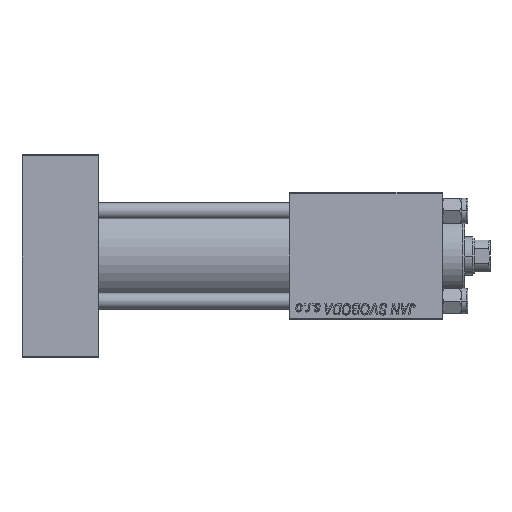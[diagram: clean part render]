
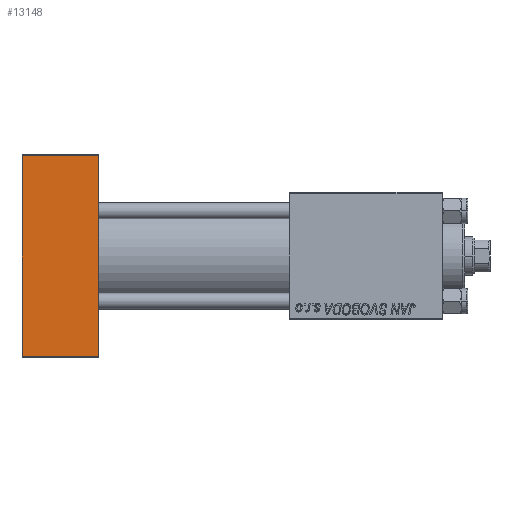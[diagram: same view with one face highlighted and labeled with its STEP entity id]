
A CAD part, front view. The second image highlights one B-rep face of the part: STEP entity #13148.
In plain terms, the highlighted planar face has unit normal (0, -1, 0).
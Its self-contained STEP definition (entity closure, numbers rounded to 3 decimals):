
#421 = EDGE_CURVE ( 'NONE', #31355, #2391, #1099, .T. ) ;
#600 = DIRECTION ( 'NONE',  ( 0., 0., -1. ) ) ;
#846 = ORIENTED_EDGE ( 'NONE', *, *, #39039, .T. ) ;
#1099 = LINE ( 'NONE', #16511, #1997 ) ;
#1997 = VECTOR ( 'NONE', #600, 1000. ) ;
#2391 = VERTEX_POINT ( 'NONE', #15008 ) ;
#2541 = ORIENTED_EDGE ( 'NONE', *, *, #421, .F. ) ;
#2846 = VERTEX_POINT ( 'NONE', #15132 ) ;
#3981 = DIRECTION ( 'NONE',  ( 0., 0., -1. ) ) ;
#4958 = CARTESIAN_POINT ( 'NONE',  ( 24., -20., 32. ) ) ;
#7355 = VECTOR ( 'NONE', #43850, 1000. ) ;
#8752 = DIRECTION ( 'NONE',  ( 0., 0., 1. ) ) ;
#9263 = FACE_OUTER_BOUND ( 'NONE', #32189, .T. ) ;
#10016 = EDGE_CURVE ( 'NONE', #2846, #2391, #37591, .T. ) ;
#10760 = ORIENTED_EDGE ( 'NONE', *, *, #48907, .T. ) ;
#12561 = LINE ( 'NONE', #13549, #7355 ) ;
#13148 = ADVANCED_FACE ( 'NONE', ( #9263 ), #44325, .F. ) ;
#13549 = CARTESIAN_POINT ( 'NONE',  ( 24., -20., 31.5 ) ) ;
#15008 = CARTESIAN_POINT ( 'NONE',  ( 24., -20., -31.5 ) ) ;
#15132 = CARTESIAN_POINT ( 'NONE',  ( 0., -20., -31.5 ) ) ;
#15603 = LINE ( 'NONE', #30507, #18850 ) ;
#16511 = CARTESIAN_POINT ( 'NONE',  ( 24., -20., 32. ) ) ;
#18850 = VECTOR ( 'NONE', #3981, 1000. ) ;
#24858 = AXIS2_PLACEMENT_3D ( 'NONE', #4958, #40045, #8752 ) ;
#28503 = VERTEX_POINT ( 'NONE', #30172 ) ;
#30172 = CARTESIAN_POINT ( 'NONE',  ( 0., -20., 31.5 ) ) ;
#30507 = CARTESIAN_POINT ( 'NONE',  ( 0., -20., 32. ) ) ;
#31355 = VERTEX_POINT ( 'NONE', #37629 ) ;
#32189 = EDGE_LOOP ( 'NONE', ( #10760, #45309, #2541, #846 ) ) ;
#33083 = DIRECTION ( 'NONE',  ( 1., 0., 0. ) ) ;
#37591 = LINE ( 'NONE', #40888, #49051 ) ;
#37629 = CARTESIAN_POINT ( 'NONE',  ( 24., -20., 31.5 ) ) ;
#39039 = EDGE_CURVE ( 'NONE', #31355, #28503, #12561, .T. ) ;
#40045 = DIRECTION ( 'NONE',  ( 0., 1., 0. ) ) ;
#40888 = CARTESIAN_POINT ( 'NONE',  ( 24., -20., -31.5 ) ) ;
#43850 = DIRECTION ( 'NONE',  ( -1., 0., 0. ) ) ;
#44325 = PLANE ( 'NONE',  #24858 ) ;
#45309 = ORIENTED_EDGE ( 'NONE', *, *, #10016, .T. ) ;
#48907 = EDGE_CURVE ( 'NONE', #28503, #2846, #15603, .T. ) ;
#49051 = VECTOR ( 'NONE', #33083, 1000. ) ;
